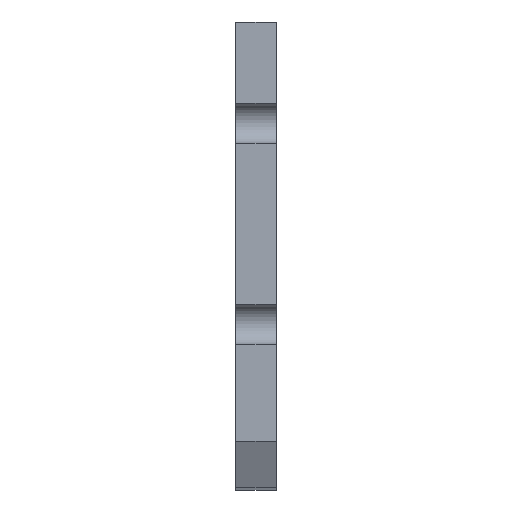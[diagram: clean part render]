
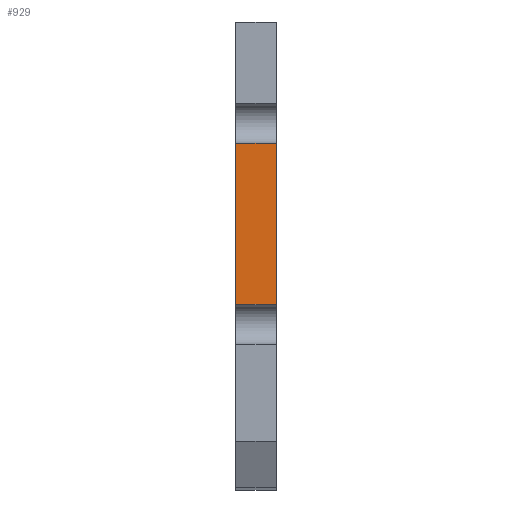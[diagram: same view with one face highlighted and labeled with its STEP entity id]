
A CAD part, top view. The second image highlights one B-rep face of the part: STEP entity #929.
In plain terms, the highlighted planar face has unit normal (0, 0, 1).
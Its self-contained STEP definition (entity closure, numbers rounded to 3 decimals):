
#51=PLANE('',#1021);
#95=FACE_OUTER_BOUND('',#141,.T.);
#141=EDGE_LOOP('',(#761,#762,#763,#764));
#243=LINE('',#1526,#339);
#244=LINE('',#1529,#340);
#245=LINE('',#1531,#341);
#246=LINE('',#1532,#342);
#339=VECTOR('',#1257,10.);
#340=VECTOR('',#1260,10.);
#341=VECTOR('',#1261,10.);
#342=VECTOR('',#1262,10.);
#465=VERTEX_POINT('',#1522);
#466=VERTEX_POINT('',#1524);
#467=VERTEX_POINT('',#1528);
#468=VERTEX_POINT('',#1530);
#591=EDGE_CURVE('',#465,#466,#243,.T.);
#592=EDGE_CURVE('',#467,#465,#244,.T.);
#593=EDGE_CURVE('',#468,#466,#245,.T.);
#594=EDGE_CURVE('',#467,#468,#246,.T.);
#761=ORIENTED_EDGE('',*,*,#592,.T.);
#762=ORIENTED_EDGE('',*,*,#591,.T.);
#763=ORIENTED_EDGE('',*,*,#593,.F.);
#764=ORIENTED_EDGE('',*,*,#594,.F.);
#929=ADVANCED_FACE('',(#95),#51,.T.);
#1021=AXIS2_PLACEMENT_3D('',#1527,#1258,#1259);
#1257=DIRECTION('',(-1.,0.,0.));
#1258=DIRECTION('center_axis',(0.,0.,1.));
#1259=DIRECTION('ref_axis',(0.,1.,0.));
#1260=DIRECTION('',(0.,1.,0.));
#1261=DIRECTION('',(0.,1.,0.));
#1262=DIRECTION('',(-1.,0.,0.));
#1522=CARTESIAN_POINT('',(-10.,-57.674,30.35));
#1524=CARTESIAN_POINT('',(-11.5,-57.674,30.35));
#1526=CARTESIAN_POINT('',(-10.,-57.674,30.35));
#1527=CARTESIAN_POINT('Origin',(-10.,-63.674,30.35));
#1528=CARTESIAN_POINT('',(-10.,-63.674,30.35));
#1529=CARTESIAN_POINT('',(-10.,-63.674,30.35));
#1530=CARTESIAN_POINT('',(-11.5,-63.674,30.35));
#1531=CARTESIAN_POINT('',(-11.5,-63.674,30.35));
#1532=CARTESIAN_POINT('',(-10.,-63.674,30.35));
